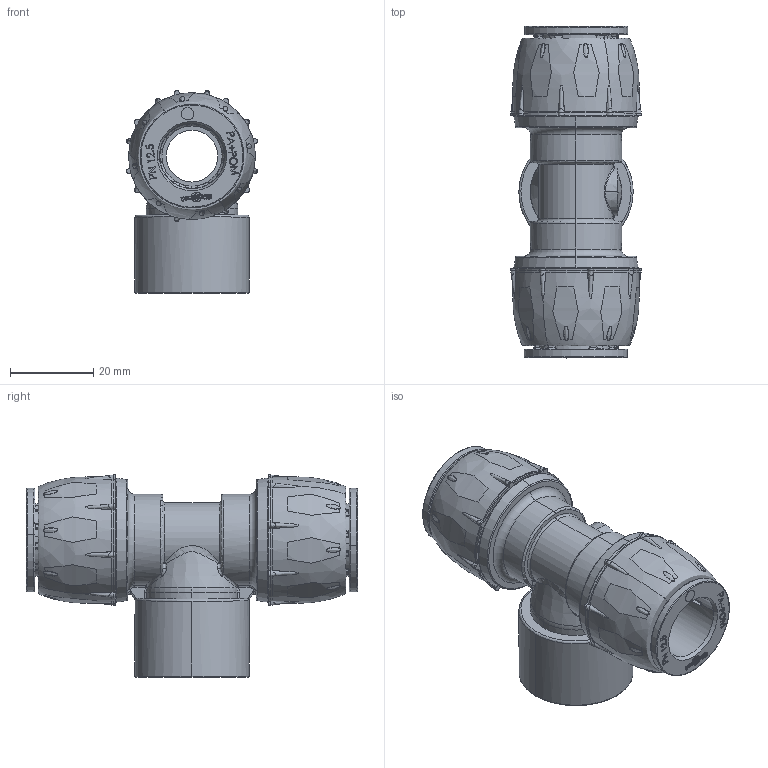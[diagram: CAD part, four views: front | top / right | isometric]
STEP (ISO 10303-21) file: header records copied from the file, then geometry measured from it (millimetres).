
FILE_DESCRIPTION (( 'STEP AP203' ), '1' );
FILE_NAME ('R215.015.012.STEP', '2022-05-02T08:10:19', ( '' ), ( '' ), 'SwSTEP 2.0', 'SolidWorks 2021', '' );
FILE_SCHEMA (( 'CONFIG_CONTROL_DESIGN' ));
Length unit declared in the file: millimetre
Products named in the file (7): R216.015.000; OR_14.5x3; R209.015.002; R209.015.003; R215.015.012; R215.015.012-L; R209.015.001
Assembly tree (11 placements, depth 2):
  R215.015.012
    R215.015.012-L
    R209.015.001  x2
    R209.015.002  x2
    R209.015.003  x2
    R216.015.000  x2
    OR_14.5x3  x2
Bounding box: 31.53 x 79.88 x 48.81 mm (x, y, z)
Volume: 31058 mm3; surface area: 30380 mm2
Topology: 11 solids, 11 shells, 2105 faces, 5688 edges, 3660 vertices
Faces by surface type: bspline 781, plane 547, cylinder 389, torus 189, cone 173, sphere 26
Entity records: 65256 total; most frequent: CARTESIAN_POINT 38041, ORIENTED_EDGE 6440, DIRECTION 4115, EDGE_CURVE 3220, VERTEX_POINT 2081, AXIS2_PLACEMENT_3D 1577, B_SPLINE_CURVE_WITH_KNOTS 1444, EDGE_LOOP 1281
